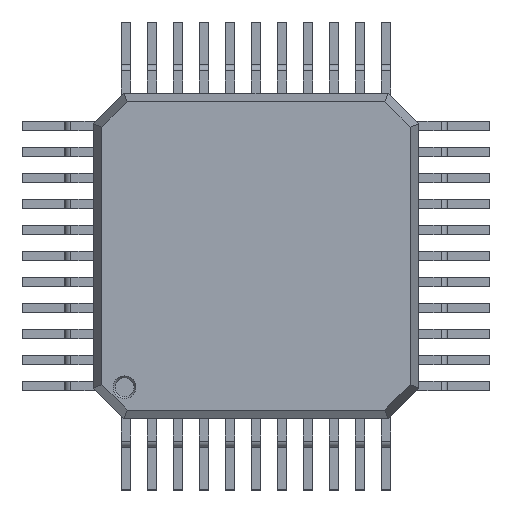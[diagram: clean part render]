
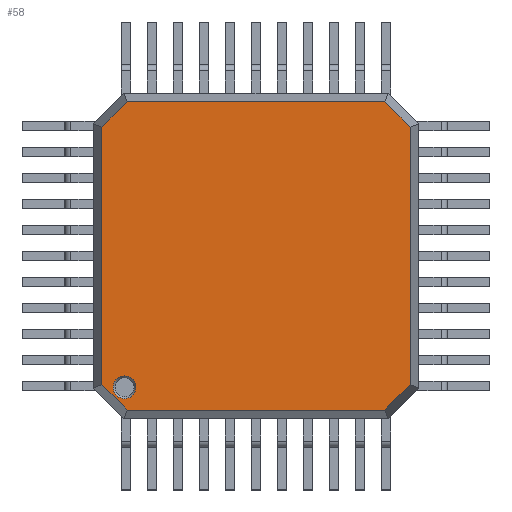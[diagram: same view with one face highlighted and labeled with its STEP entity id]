
A CAD part, top view. The second image highlights one B-rep face of the part: STEP entity #58.
In plain terms, the highlighted planar face has unit normal (0, 0, 1).
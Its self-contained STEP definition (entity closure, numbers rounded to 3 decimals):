
#58=ADVANCED_FACE('',(#5458,#5460),#5462,.T.);
#5458=FACE_BOUND('',#5459,.T.);
#5459=EDGE_LOOP('',(#9734,#9735,#9736,#9737,#9738,#9739,#9740,#9741));
#5460=FACE_BOUND('',#5461,.T.);
#5461=EDGE_LOOP('',(#9742));
#5462=PLANE('',#5463);
#5463=AXIS2_PLACEMENT_3D('',#5464,#5465,#5466);
#5464=CARTESIAN_POINT('',(0.,0.,2.3));
#5465=DIRECTION('',(0.,0.,1.));
#5466=DIRECTION('',(1.,0.,0.));
#9734=ORIENTED_EDGE('',*,*,#13066,.T.);
#9735=ORIENTED_EDGE('',*,*,#13067,.F.);
#9736=ORIENTED_EDGE('',*,*,#13068,.T.);
#9737=ORIENTED_EDGE('',*,*,#13069,.F.);
#9738=ORIENTED_EDGE('',*,*,#13070,.T.);
#9739=ORIENTED_EDGE('',*,*,#13071,.F.);
#9740=ORIENTED_EDGE('',*,*,#13072,.T.);
#9741=ORIENTED_EDGE('',*,*,#13073,.F.);
#9742=ORIENTED_EDGE('',*,*,#13074,.T.);
#13066=EDGE_CURVE('',#14732,#14733,#14734,.T.);
#13067=EDGE_CURVE('',#14735,#14733,#14736,.F.);
#13068=EDGE_CURVE('',#14735,#14737,#14738,.T.);
#13069=EDGE_CURVE('',#14739,#14737,#14740,.F.);
#13070=EDGE_CURVE('',#14739,#14741,#14742,.T.);
#13071=EDGE_CURVE('',#14743,#14741,#14744,.F.);
#13072=EDGE_CURVE('',#14743,#14745,#14746,.T.);
#13073=EDGE_CURVE('',#14732,#14745,#14747,.F.);
#13074=EDGE_CURVE('',#14748,#14748,#14749,.F.);
#14732=VERTEX_POINT('',#17504);
#14733=VERTEX_POINT('',#17505);
#14734=LINE('',#17506,#17507);
#14735=VERTEX_POINT('',#17509);
#14736=LINE('',#17510,#17511);
#14737=VERTEX_POINT('',#17513);
#14738=LINE('',#17514,#17515);
#14739=VERTEX_POINT('',#17517);
#14740=LINE('',#17518,#17519);
#14741=VERTEX_POINT('',#17521);
#14742=LINE('',#17522,#17523);
#14743=VERTEX_POINT('',#17525);
#14744=LINE('',#17526,#17527);
#14745=VERTEX_POINT('',#17529);
#14746=LINE('',#17530,#17531);
#14747=LINE('',#17533,#17534);
#14748=VERTEX_POINT('',#17536);
#14749=CIRCLE('',#17537,0.35);
#17504=CARTESIAN_POINT('',(4.744,-3.961,2.3));
#17505=CARTESIAN_POINT('',(4.744,3.961,2.3));
#17506=CARTESIAN_POINT('',(4.744,-3.961,2.3));
#17507=VECTOR('',#17508,1.);
#17508=DIRECTION('',(0.,1.,0.));
#17509=CARTESIAN_POINT('',(3.961,4.744,2.3));
#17510=CARTESIAN_POINT('',(4.744,3.961,2.3));
#17511=VECTOR('',#17512,1.);
#17512=DIRECTION('',(-0.707,0.707,0.));
#17513=CARTESIAN_POINT('',(-3.961,4.744,2.3));
#17514=CARTESIAN_POINT('',(3.961,4.744,2.3));
#17515=VECTOR('',#17516,1.);
#17516=DIRECTION('',(-1.,0.,0.));
#17517=CARTESIAN_POINT('',(-4.744,3.961,2.3));
#17518=CARTESIAN_POINT('',(-3.961,4.744,2.3));
#17519=VECTOR('',#17520,1.);
#17520=DIRECTION('',(-0.707,-0.707,0.));
#17521=CARTESIAN_POINT('',(-4.744,-3.961,2.3));
#17522=CARTESIAN_POINT('',(-4.744,3.961,2.3));
#17523=VECTOR('',#17524,1.);
#17524=DIRECTION('',(0.,-1.,0.));
#17525=CARTESIAN_POINT('',(-3.961,-4.744,2.3));
#17526=CARTESIAN_POINT('',(-4.744,-3.961,2.3));
#17527=VECTOR('',#17528,1.);
#17528=DIRECTION('',(0.707,-0.707,0.));
#17529=CARTESIAN_POINT('',(3.961,-4.744,2.3));
#17530=CARTESIAN_POINT('',(-3.961,-4.744,2.3));
#17531=VECTOR('',#17532,1.);
#17532=DIRECTION('',(1.,0.,0.));
#17533=CARTESIAN_POINT('',(3.961,-4.744,2.3));
#17534=VECTOR('',#17535,1.);
#17535=DIRECTION('',(0.707,0.707,0.));
#17536=CARTESIAN_POINT('',(-3.694,-4.044,2.3));
#17537=AXIS2_PLACEMENT_3D('',#17538,#17539,#17540);
#17538=CARTESIAN_POINT('',(-4.044,-4.044,2.3));
#17539=DIRECTION('',(0.,0.,1.));
#17540=DIRECTION('',(1.,0.,0.));
